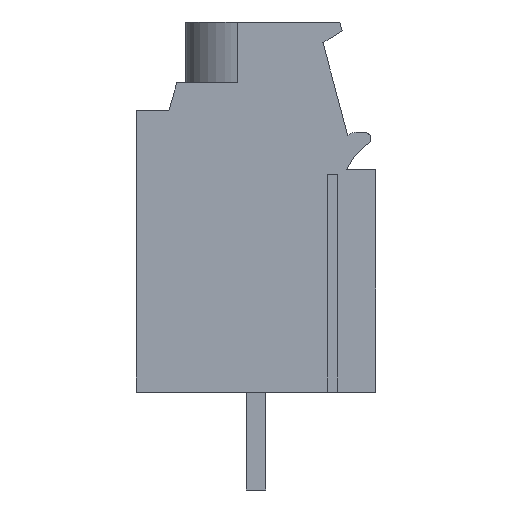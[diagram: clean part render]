
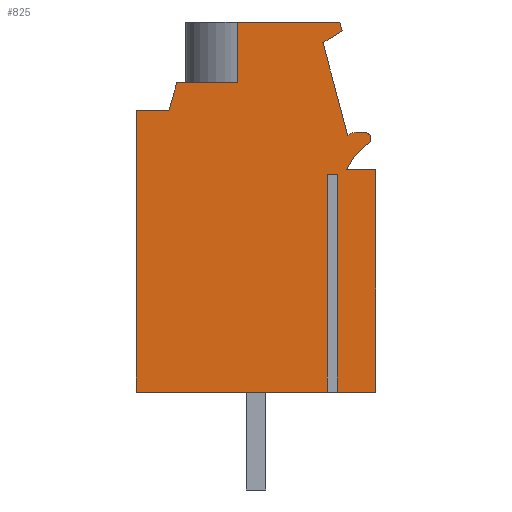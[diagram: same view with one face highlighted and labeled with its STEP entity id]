
A CAD part, left-side view. The second image highlights one B-rep face of the part: STEP entity #825.
In plain terms, the highlighted planar face has unit normal (-1, 0, 0).
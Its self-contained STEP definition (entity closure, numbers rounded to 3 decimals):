
#411=AXIS2_PLACEMENT_3D('Circle Axis2P3D',#409,#410,$) ;
#678=AXIS2_PLACEMENT_3D('Plane Axis2P3D',#675,#676,#677) ;
#719=AXIS2_PLACEMENT_3D('Circle Axis2P3D',#717,#718,$) ;
#356=CARTESIAN_POINT('Vertex',(0.,1.545,21.11)) ;
#359=CARTESIAN_POINT('Line Origine',(0.,1.984,20.825)) ;
#363=CARTESIAN_POINT('Vertex',(0.,2.423,20.54)) ;
#406=CARTESIAN_POINT('Vertex',(0.,1.286,16.297)) ;
#409=CARTESIAN_POINT('Axis2P3D Location',(0.,0.925,15.856)) ;
#413=CARTESIAN_POINT('Vertex',(0.,0.905,16.426)) ;
#659=CARTESIAN_POINT('Vertex',(0.,1.65,21.5)) ;
#662=CARTESIAN_POINT('Line Origine',(0.,1.598,21.305)) ;
#675=CARTESIAN_POINT('Axis2P3D Location',(0.,11.,1.3)) ;
#680=CARTESIAN_POINT('Line Origine',(0.,0.888,4.5)) ;
#684=CARTESIAN_POINT('Vertex',(0.,1.775,4.5)) ;
#686=CARTESIAN_POINT('Vertex',(0.,0.,4.5)) ;
#689=CARTESIAN_POINT('Line Origine',(0.,0.,9.602)) ;
#693=CARTESIAN_POINT('Vertex',(0.,0.,14.703)) ;
#696=CARTESIAN_POINT('Line Origine',(0.,0.672,14.703)) ;
#700=CARTESIAN_POINT('Vertex',(0.,1.345,14.703)) ;
#703=CARTESIAN_POINT('Line Origine',(0.,1.148,15.043)) ;
#707=CARTESIAN_POINT('Vertex',(0.,0.952,15.383)) ;
#710=CARTESIAN_POINT('Line Origine',(0.,0.633,15.66)) ;
#714=CARTESIAN_POINT('Vertex',(0.,0.315,15.937)) ;
#717=CARTESIAN_POINT('Axis2P3D Location',(0.,0.492,16.141)) ;
#721=CARTESIAN_POINT('Vertex',(0.,0.482,16.411)) ;
#724=CARTESIAN_POINT('Line Origine',(0.,0.694,16.418)) ;
#729=CARTESIAN_POINT('Line Origine',(0.,1.854,18.419)) ;
#734=CARTESIAN_POINT('Line Origine',(0.,4.,21.5)) ;
#738=CARTESIAN_POINT('Vertex',(0.,6.35,21.5)) ;
#741=CARTESIAN_POINT('Line Origine',(0.,6.35,20.1)) ;
#745=CARTESIAN_POINT('Vertex',(0.,6.35,18.7)) ;
#748=CARTESIAN_POINT('Line Origine',(0.,7.744,18.7)) ;
#752=CARTESIAN_POINT('Vertex',(0.,9.138,18.7)) ;
#755=CARTESIAN_POINT('Line Origine',(0.,9.319,18.075)) ;
#759=CARTESIAN_POINT('Vertex',(0.,9.5,17.45)) ;
#762=CARTESIAN_POINT('Line Origine',(0.,10.25,17.45)) ;
#766=CARTESIAN_POINT('Vertex',(0.,11.,17.45)) ;
#769=CARTESIAN_POINT('Line Origine',(0.,11.,10.975)) ;
#773=CARTESIAN_POINT('Vertex',(0.,11.,4.5)) ;
#776=CARTESIAN_POINT('Line Origine',(0.,6.612,4.5)) ;
#780=CARTESIAN_POINT('Vertex',(0.,2.225,4.5)) ;
#783=CARTESIAN_POINT('Line Origine',(0.,2.225,9.5)) ;
#787=CARTESIAN_POINT('Vertex',(0.,2.225,14.5)) ;
#790=CARTESIAN_POINT('Line Origine',(0.,2.,14.5)) ;
#794=CARTESIAN_POINT('Vertex',(0.,1.775,14.5)) ;
#797=CARTESIAN_POINT('Line Origine',(0.,1.775,9.5)) ;
#360=DIRECTION('Vector Direction',(0.,-0.839,0.545)) ;
#410=DIRECTION('Axis2P3D Direction',(-1.,0.,0.)) ;
#663=DIRECTION('Vector Direction',(0.,0.259,0.966)) ;
#676=DIRECTION('Axis2P3D Direction',(-1.,0.,0.)) ;
#677=DIRECTION('Axis2P3D XDirection',(0.,-1.,0.)) ;
#681=DIRECTION('Vector Direction',(0.,1.,0.)) ;
#690=DIRECTION('Vector Direction',(0.,0.,1.)) ;
#697=DIRECTION('Vector Direction',(0.,1.,0.)) ;
#704=DIRECTION('Vector Direction',(0.,-0.5,0.866)) ;
#711=DIRECTION('Vector Direction',(0.,-0.755,0.656)) ;
#718=DIRECTION('Axis2P3D Direction',(-1.,0.,0.)) ;
#725=DIRECTION('Vector Direction',(0.,0.999,0.035)) ;
#730=DIRECTION('Vector Direction',(0.,0.259,0.966)) ;
#735=DIRECTION('Vector Direction',(0.,1.,0.)) ;
#742=DIRECTION('Vector Direction',(0.,0.,-1.)) ;
#749=DIRECTION('Vector Direction',(0.,1.,0.)) ;
#756=DIRECTION('Vector Direction',(0.,0.278,-0.961)) ;
#763=DIRECTION('Vector Direction',(0.,1.,0.)) ;
#770=DIRECTION('Vector Direction',(0.,0.,-1.)) ;
#777=DIRECTION('Vector Direction',(0.,1.,0.)) ;
#784=DIRECTION('Vector Direction',(0.,0.,1.)) ;
#791=DIRECTION('Vector Direction',(0.,-1.,0.)) ;
#798=DIRECTION('Vector Direction',(0.,0.,1.)) ;
#361=VECTOR('Line Direction',#360,1.) ;
#664=VECTOR('Line Direction',#663,1.) ;
#682=VECTOR('Line Direction',#681,1.) ;
#691=VECTOR('Line Direction',#690,1.) ;
#698=VECTOR('Line Direction',#697,1.) ;
#705=VECTOR('Line Direction',#704,1.) ;
#712=VECTOR('Line Direction',#711,1.) ;
#726=VECTOR('Line Direction',#725,1.) ;
#731=VECTOR('Line Direction',#730,1.) ;
#736=VECTOR('Line Direction',#735,1.) ;
#743=VECTOR('Line Direction',#742,1.) ;
#750=VECTOR('Line Direction',#749,1.) ;
#757=VECTOR('Line Direction',#756,1.) ;
#764=VECTOR('Line Direction',#763,1.) ;
#771=VECTOR('Line Direction',#770,1.) ;
#778=VECTOR('Line Direction',#777,1.) ;
#785=VECTOR('Line Direction',#784,1.) ;
#792=VECTOR('Line Direction',#791,1.) ;
#799=VECTOR('Line Direction',#798,1.) ;
#803=ORIENTED_EDGE('',*,*,#688,.T.) ;
#804=ORIENTED_EDGE('',*,*,#695,.T.) ;
#805=ORIENTED_EDGE('',*,*,#702,.T.) ;
#806=ORIENTED_EDGE('',*,*,#709,.T.) ;
#807=ORIENTED_EDGE('',*,*,#716,.T.) ;
#808=ORIENTED_EDGE('',*,*,#723,.T.) ;
#809=ORIENTED_EDGE('',*,*,#728,.T.) ;
#810=ORIENTED_EDGE('',*,*,#415,.T.) ;
#811=ORIENTED_EDGE('',*,*,#733,.T.) ;
#812=ORIENTED_EDGE('',*,*,#365,.T.) ;
#813=ORIENTED_EDGE('',*,*,#666,.T.) ;
#814=ORIENTED_EDGE('',*,*,#740,.T.) ;
#815=ORIENTED_EDGE('',*,*,#747,.T.) ;
#816=ORIENTED_EDGE('',*,*,#754,.T.) ;
#817=ORIENTED_EDGE('',*,*,#761,.T.) ;
#818=ORIENTED_EDGE('',*,*,#768,.T.) ;
#819=ORIENTED_EDGE('',*,*,#775,.T.) ;
#820=ORIENTED_EDGE('',*,*,#782,.T.) ;
#821=ORIENTED_EDGE('',*,*,#789,.T.) ;
#822=ORIENTED_EDGE('',*,*,#796,.F.) ;
#823=ORIENTED_EDGE('',*,*,#801,.F.) ;
#825=ADVANCED_FACE('HOUSING',(#824),#679,.T.) ;
#412=CIRCLE('generated circle',#411,0.57) ;
#720=CIRCLE('generated circle',#719,0.27) ;
#365=EDGE_CURVE('',#364,#357,#362,.T.) ;
#415=EDGE_CURVE('',#414,#407,#412,.T.) ;
#666=EDGE_CURVE('',#357,#660,#665,.T.) ;
#688=EDGE_CURVE('',#685,#687,#683,.F.) ;
#695=EDGE_CURVE('',#687,#694,#692,.T.) ;
#702=EDGE_CURVE('',#694,#701,#699,.T.) ;
#709=EDGE_CURVE('',#701,#708,#706,.T.) ;
#716=EDGE_CURVE('',#708,#715,#713,.T.) ;
#723=EDGE_CURVE('',#715,#722,#720,.T.) ;
#728=EDGE_CURVE('',#722,#414,#727,.T.) ;
#733=EDGE_CURVE('',#407,#364,#732,.T.) ;
#740=EDGE_CURVE('',#660,#739,#737,.T.) ;
#747=EDGE_CURVE('',#739,#746,#744,.T.) ;
#754=EDGE_CURVE('',#746,#753,#751,.T.) ;
#761=EDGE_CURVE('',#753,#760,#758,.T.) ;
#768=EDGE_CURVE('',#760,#767,#765,.T.) ;
#775=EDGE_CURVE('',#767,#774,#772,.T.) ;
#782=EDGE_CURVE('',#774,#781,#779,.F.) ;
#789=EDGE_CURVE('',#781,#788,#786,.T.) ;
#796=EDGE_CURVE('',#795,#788,#793,.F.) ;
#801=EDGE_CURVE('',#685,#795,#800,.T.) ;
#802=EDGE_LOOP('',(#803,#804,#805,#806,#807,#808,#809,#810,#811,#812,#813,#814,#815,#816,#817,#818,#819,#820,#821,#822,#823)) ;
#824=FACE_OUTER_BOUND('',#802,.T.) ;
#362=LINE('Line',#359,#361) ;
#665=LINE('Line',#662,#664) ;
#683=LINE('Line',#680,#682) ;
#692=LINE('Line',#689,#691) ;
#699=LINE('Line',#696,#698) ;
#706=LINE('Line',#703,#705) ;
#713=LINE('Line',#710,#712) ;
#727=LINE('Line',#724,#726) ;
#732=LINE('Line',#729,#731) ;
#737=LINE('Line',#734,#736) ;
#744=LINE('Line',#741,#743) ;
#751=LINE('Line',#748,#750) ;
#758=LINE('Line',#755,#757) ;
#765=LINE('Line',#762,#764) ;
#772=LINE('Line',#769,#771) ;
#779=LINE('Line',#776,#778) ;
#786=LINE('Line',#783,#785) ;
#793=LINE('Line',#790,#792) ;
#800=LINE('Line',#797,#799) ;
#679=PLANE('',#678) ;
#357=VERTEX_POINT('',#356) ;
#364=VERTEX_POINT('',#363) ;
#407=VERTEX_POINT('',#406) ;
#414=VERTEX_POINT('',#413) ;
#660=VERTEX_POINT('',#659) ;
#685=VERTEX_POINT('',#684) ;
#687=VERTEX_POINT('',#686) ;
#694=VERTEX_POINT('',#693) ;
#701=VERTEX_POINT('',#700) ;
#708=VERTEX_POINT('',#707) ;
#715=VERTEX_POINT('',#714) ;
#722=VERTEX_POINT('',#721) ;
#739=VERTEX_POINT('',#738) ;
#746=VERTEX_POINT('',#745) ;
#753=VERTEX_POINT('',#752) ;
#760=VERTEX_POINT('',#759) ;
#767=VERTEX_POINT('',#766) ;
#774=VERTEX_POINT('',#773) ;
#781=VERTEX_POINT('',#780) ;
#788=VERTEX_POINT('',#787) ;
#795=VERTEX_POINT('',#794) ;
